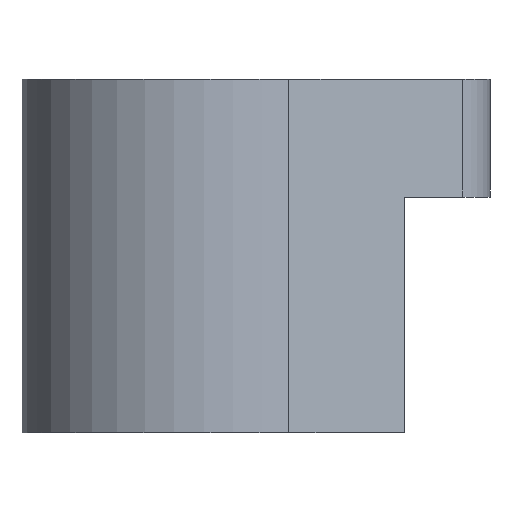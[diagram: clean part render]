
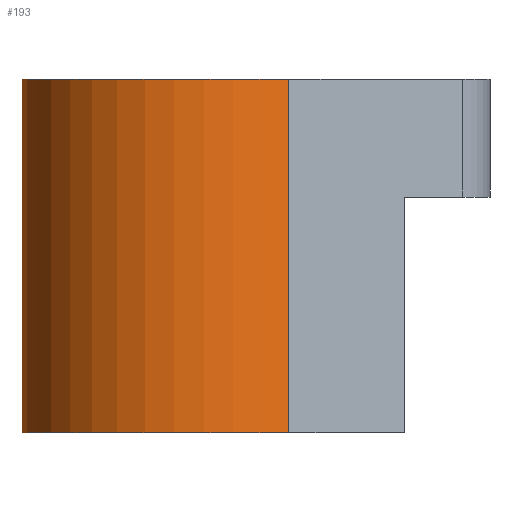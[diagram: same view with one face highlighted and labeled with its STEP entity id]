
A CAD part, left-side view. The second image highlights one B-rep face of the part: STEP entity #193.
In plain terms, the highlighted cylindrical face has radius 3 mm (diameter 6 mm), a partial arc.
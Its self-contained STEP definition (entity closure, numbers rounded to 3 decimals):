
#34=FACE_OUTER_BOUND('',#47,.T.);
#47=EDGE_LOOP('',(#167,#168,#169,#170));
#61=LINE('',#355,#77);
#65=LINE('',#370,#81);
#77=VECTOR('',#255,10.);
#81=VECTOR('',#273,10.);
#88=CIRCLE('',#222,3.);
#89=CIRCLE('',#224,3.);
#101=VERTEX_POINT('',#352);
#102=VERTEX_POINT('',#354);
#105=VERTEX_POINT('',#364);
#106=VERTEX_POINT('',#368);
#122=EDGE_CURVE('',#102,#101,#61,.T.);
#128=EDGE_CURVE('',#105,#101,#88,.T.);
#129=EDGE_CURVE('',#106,#102,#89,.T.);
#130=EDGE_CURVE('',#106,#105,#65,.T.);
#167=ORIENTED_EDGE('',*,*,#129,.T.);
#168=ORIENTED_EDGE('',*,*,#122,.T.);
#169=ORIENTED_EDGE('',*,*,#128,.F.);
#170=ORIENTED_EDGE('',*,*,#130,.F.);
#185=CYLINDRICAL_SURFACE('',#223,3.);
#193=ADVANCED_FACE('',(#34),#185,.T.);
#222=AXIS2_PLACEMENT_3D('',#366,#267,#268);
#223=AXIS2_PLACEMENT_3D('',#367,#269,#270);
#224=AXIS2_PLACEMENT_3D('',#369,#271,#272);
#255=DIRECTION('',(0.,0.,1.));
#267=DIRECTION('center_axis',(0.,0.,1.));
#268=DIRECTION('ref_axis',(1.,0.,0.));
#269=DIRECTION('center_axis',(0.,0.,1.));
#270=DIRECTION('ref_axis',(0.,1.,0.));
#271=DIRECTION('center_axis',(0.,0.,1.));
#272=DIRECTION('ref_axis',(1.,0.,0.));
#273=DIRECTION('',(0.,0.,1.));
#352=CARTESIAN_POINT('',(-2.576,-1.538,6.));
#354=CARTESIAN_POINT('',(-2.576,-1.538,0.));
#355=CARTESIAN_POINT('',(-2.576,-1.538,0.));
#364=CARTESIAN_POINT('',(2.576,-1.538,6.));
#366=CARTESIAN_POINT('Origin',(0.,0.,6.));
#367=CARTESIAN_POINT('Origin',(0.,0.,0.));
#368=CARTESIAN_POINT('',(2.576,-1.538,0.));
#369=CARTESIAN_POINT('Origin',(0.,0.,0.));
#370=CARTESIAN_POINT('',(2.576,-1.538,0.));
